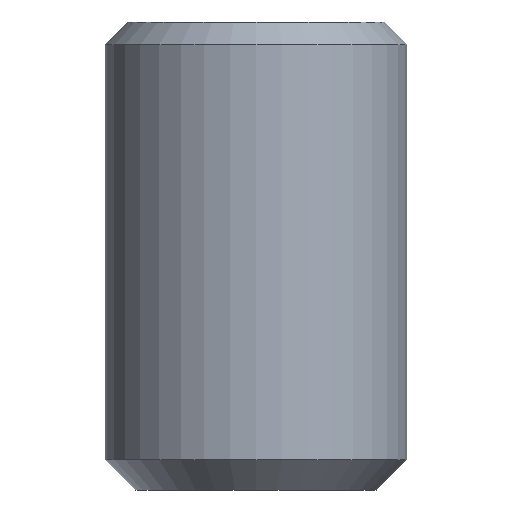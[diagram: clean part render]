
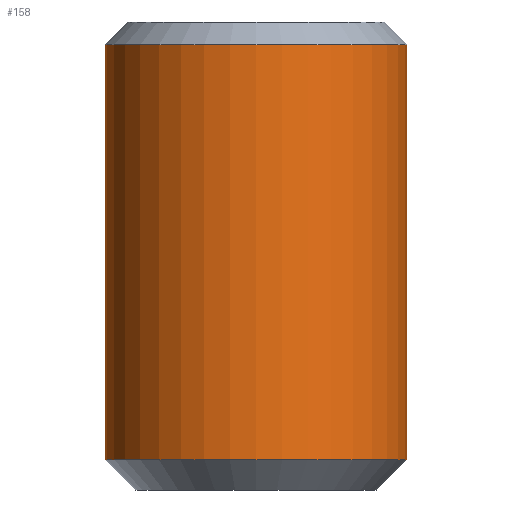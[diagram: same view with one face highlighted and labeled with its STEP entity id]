
A CAD part, left-side view. The second image highlights one B-rep face of the part: STEP entity #158.
In plain terms, the highlighted cylindrical face has radius 10 mm (diameter 20 mm), a partial arc.
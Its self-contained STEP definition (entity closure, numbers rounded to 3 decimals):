
#88=EDGE_CURVE('',#194,#188,#232,.T.);
#100=EDGE_CURVE('',#188,#126,#244,.T.);
#106=EDGE_CURVE('',#192,#194,#250,.T.);
#126=VERTEX_POINT('',#276);
#158=ADVANCED_FACE('',(#312),#313,.T.);
#168=EDGE_CURVE('',#192,#126,#325,.T.);
#188=VERTEX_POINT('',#347);
#192=VERTEX_POINT('',#353);
#194=VERTEX_POINT('',#355);
#232=CIRCLE('',#385,10.0);
#244=LINE('',#400,#401);
#250=LINE('',#410,#411);
#276=CARTESIAN_POINT('',(0.,-10.0,-1.5));
#312=FACE_OUTER_BOUND('',#482,.T.);
#313=CYLINDRICAL_SURFACE('',#483,10.0);
#325=CIRCLE('',#496,10.0);
#347=CARTESIAN_POINT('',(0.,-10.0,-29.0));
#353=CARTESIAN_POINT('',(0.,10.,-1.5));
#355=CARTESIAN_POINT('',(0.,10.,-29.0));
#385=AXIS2_PLACEMENT_3D('',#571,#572,#573);
#400=CARTESIAN_POINT('',(0.,-10.0,-15.25));
#401=VECTOR('',#580,1.0);
#410=CARTESIAN_POINT('',(0.,10.,-15.25));
#411=VECTOR('',#582,1.0);
#482=EDGE_LOOP('',(#670,#671,#672,#673));
#483=AXIS2_PLACEMENT_3D('',#674,#675,#676);
#496=AXIS2_PLACEMENT_3D('',#693,#694,#695);
#571=CARTESIAN_POINT('',(0.,0.,-29.0));
#572=DIRECTION('',(0.0,0.0,1.0));
#573=DIRECTION('',(0.,-1.0,0.0));
#580=DIRECTION('',(0.0,0.0,1.0));
#582=DIRECTION('',(-0.0,-0.0,-1.0));
#670=ORIENTED_EDGE('',*,*,#100,.T.);
#671=ORIENTED_EDGE('',*,*,#168,.F.);
#672=ORIENTED_EDGE('',*,*,#106,.T.);
#673=ORIENTED_EDGE('',*,*,#88,.T.);
#674=CARTESIAN_POINT('',(0.,0.,-15.25));
#675=DIRECTION('',(-0.0,-0.0,-1.0));
#676=DIRECTION('',(0.,-1.0,0.0));
#693=CARTESIAN_POINT('',(0.,0.,-1.5));
#694=DIRECTION('',(0.0,0.0,1.0));
#695=DIRECTION('',(0.,-1.0,0.0));
